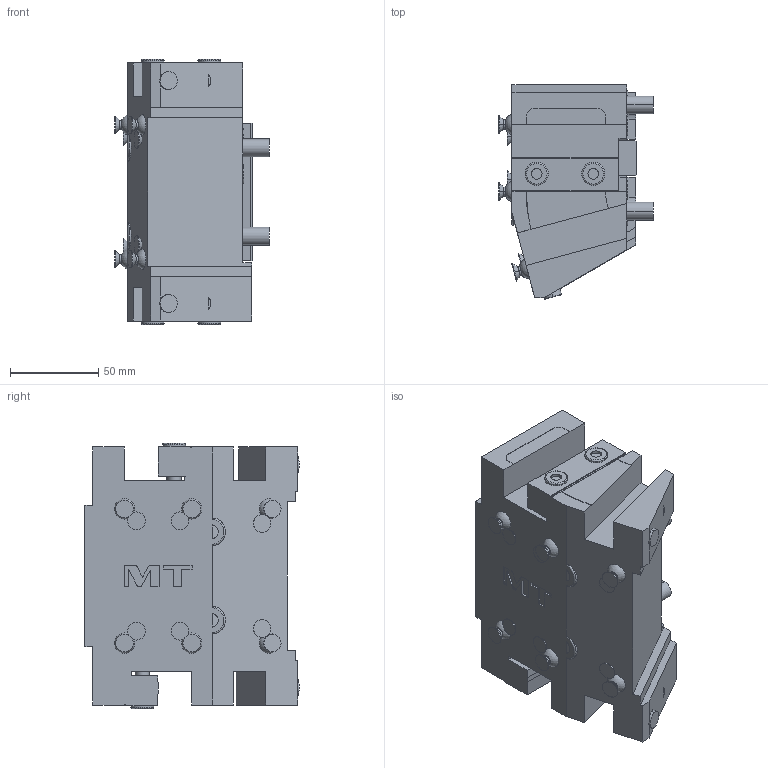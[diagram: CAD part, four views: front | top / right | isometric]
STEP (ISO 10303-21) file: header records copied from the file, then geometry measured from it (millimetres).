
FILE_DESCRIPTION((''),'2;1');
FILE_NAME('NKM0221915_CONF','2025-09-26T16:31:18',('fpalella'),('M.T. srl'),'CREO PARAMETRIC BY PTC INC, 2023352','CREO PARAMETRIC BY PTC INC, 2023352','');
FILE_SCHEMA(('CONFIG_CONTROL_DESIGN'));
Length unit declared in the file: millimetre
Products named in the file (1): NKM0221915_CONF
Bounding box: 87.55 x 121.31 x 150.03 mm (x, y, z)
Volume: 862322.3 mm3; surface area: 81349.2 mm2
Topology: 1 solids, 1 shells, 307 faces, 765 edges, 499 vertices
Faces by surface type: plane 161, cylinder 96, cone 24, torus 18, sphere 6, extrusion 2
Entity records: 9475 total; most frequent: CARTESIAN_POINT 1863, DIRECTION 1617, ORIENTED_EDGE 1530, EDGE_CURVE 765, AXIS2_PLACEMENT_3D 567, VERTEX_POINT 499, VECTOR 483, LINE 481
